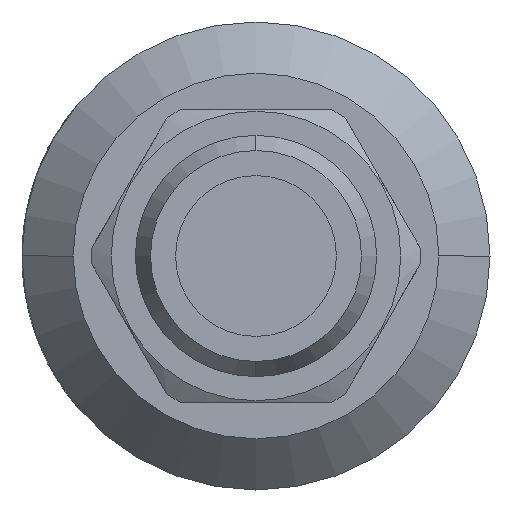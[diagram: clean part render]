
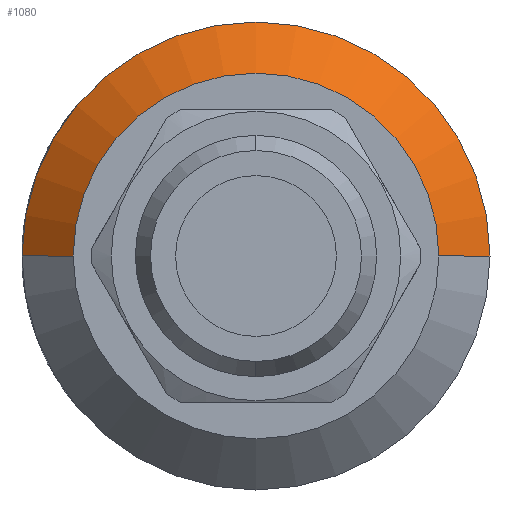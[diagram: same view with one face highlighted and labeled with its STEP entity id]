
A CAD part, left-side view. The second image highlights one B-rep face of the part: STEP entity #1080.
In plain terms, the highlighted conical face has half-angle 45 degrees and reference radius 12.5 mm.
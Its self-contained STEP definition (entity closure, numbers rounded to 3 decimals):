
#132 = AXIS2_PLACEMENT_3D ( 'NONE', #1491, #1492, #1493 ) ;
#143 = VECTOR ( 'NONE', #1498, 1000. ) ;
#152 = VECTOR ( 'NONE', #1490, 1000. ) ;
#189 = AXIS2_PLACEMENT_3D ( 'NONE', #1494, #1495, #1496 ) ;
#192 = CIRCLE ( 'NONE', #132, 12.5 ) ;
#199 = CIRCLE ( 'NONE', #189, 16. ) ;
#235 = CARTESIAN_POINT ( 'NONE',  ( -54., 0., 0. ) ) ;
#236 = DIRECTION ( 'NONE',  ( 1., 0., 0. ) ) ;
#237 = DIRECTION ( 'NONE',  ( 0., 1., 0. ) ) ;
#265 = CARTESIAN_POINT ( 'NONE',  ( -54., 12.5, 0. ) ) ;
#273 = CARTESIAN_POINT ( 'NONE',  ( -50.5, -16., 0. ) ) ;
#279 = CARTESIAN_POINT ( 'NONE',  ( -54., -12.5, 0. ) ) ;
#331 = CARTESIAN_POINT ( 'NONE',  ( -50.5, 16., 0. ) ) ;
#885 = CONICAL_SURFACE ( 'NONE', #889, 12.5, 0.785 ) ;
#889 = AXIS2_PLACEMENT_3D ( 'NONE', #235, #236, #237 ) ;
#1023 = EDGE_CURVE ( 'NONE', #1709, #1703, #1287, .T. ) ;
#1024 = EDGE_CURVE ( 'NONE', #1709, #1695, #192, .T. ) ;
#1025 = EDGE_CURVE ( 'NONE', #1703, #1761, #199, .T. ) ;
#1026 = EDGE_CURVE ( 'NONE', #1695, #1761, #1288, .T. ) ;
#1080 = ADVANCED_FACE ( 'NONE', ( #1321 ), #885, .T. ) ;
#1138 = EDGE_LOOP ( 'NONE', ( #1410, #1400, #1404, #1405 ) ) ;
#1287 = LINE ( 'NONE', #1489, #152 ) ;
#1288 = LINE ( 'NONE', #1497, #143 ) ;
#1321 = FACE_OUTER_BOUND ( 'NONE', #1138, .T. ) ;
#1400 = ORIENTED_EDGE ( 'NONE', *, *, #1023, .T. ) ;
#1404 = ORIENTED_EDGE ( 'NONE', *, *, #1025, .T. ) ;
#1405 = ORIENTED_EDGE ( 'NONE', *, *, #1026, .F. ) ;
#1410 = ORIENTED_EDGE ( 'NONE', *, *, #1024, .F. ) ;
#1489 = CARTESIAN_POINT ( 'NONE',  ( -54., -12.5, 0. ) ) ;
#1490 = DIRECTION ( 'NONE',  ( 0.707, -0.707, 0. ) ) ;
#1491 = CARTESIAN_POINT ( 'NONE',  ( -54., 0., 0. ) ) ;
#1492 = DIRECTION ( 'NONE',  ( -1., 0., 0. ) ) ;
#1493 = DIRECTION ( 'NONE',  ( 0., -1., 0. ) ) ;
#1494 = CARTESIAN_POINT ( 'NONE',  ( -50.5, 0., 0. ) ) ;
#1495 = DIRECTION ( 'NONE',  ( -1., 0., 0. ) ) ;
#1496 = DIRECTION ( 'NONE',  ( 0., -1., 0. ) ) ;
#1497 = CARTESIAN_POINT ( 'NONE',  ( -54., 12.5, 0. ) ) ;
#1498 = DIRECTION ( 'NONE',  ( 0.707, 0.707, 0. ) ) ;
#1695 = VERTEX_POINT ( 'NONE', #265 ) ;
#1703 = VERTEX_POINT ( 'NONE', #273 ) ;
#1709 = VERTEX_POINT ( 'NONE', #279 ) ;
#1761 = VERTEX_POINT ( 'NONE', #331 ) ;
